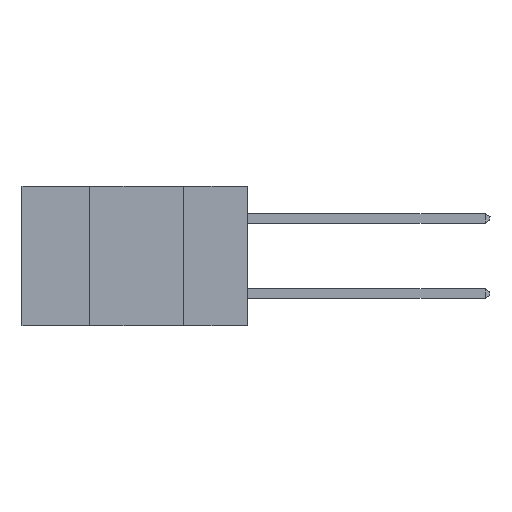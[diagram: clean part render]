
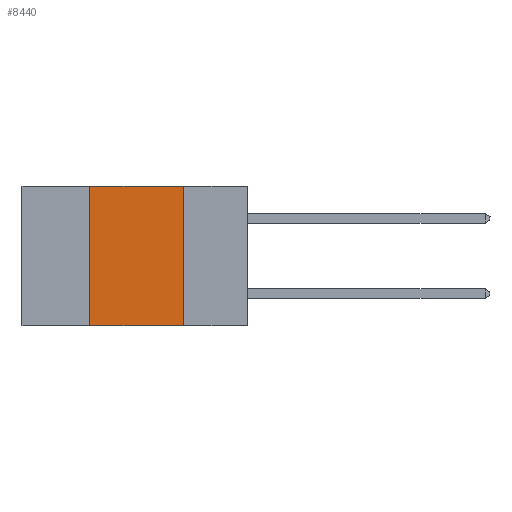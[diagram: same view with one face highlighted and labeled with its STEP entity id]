
A CAD part, left-side view. The second image highlights one B-rep face of the part: STEP entity #8440.
In plain terms, the highlighted planar face has unit normal (-1, 0, 0).
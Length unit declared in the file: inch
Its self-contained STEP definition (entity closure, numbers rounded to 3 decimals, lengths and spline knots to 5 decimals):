
#2029 = CARTESIAN_POINT ( 'NONE',  ( 0., 0.42, -0.37 ) ) ;
#2117 = EDGE_CURVE ( 'NONE', #7805, #5726, #8703, .T. ) ;
#2125 = DIRECTION ( 'NONE',  ( 0., 0., -1. ) ) ;
#2165 = ORIENTED_EDGE ( 'NONE', *, *, #10983, .F. ) ;
#3228 = CARTESIAN_POINT ( 'NONE',  ( 0., 0.42, 0. ) ) ;
#3513 = DIRECTION ( 'NONE',  ( 0., -1., 0. ) ) ;
#3648 = DIRECTION ( 'NONE',  ( 0., -1., 0. ) ) ;
#3729 = VECTOR ( 'NONE', #3648, 39.37008 ) ;
#4299 = AXIS2_PLACEMENT_3D ( 'NONE', #6862, #10777, #6991 ) ;
#4318 = LINE ( 'NONE', #9214, #6816 ) ;
#4680 = EDGE_LOOP ( 'NONE', ( #6780, #4810, #2165, #4924 ) ) ;
#4810 = ORIENTED_EDGE ( 'NONE', *, *, #9462, .F. ) ;
#4924 = ORIENTED_EDGE ( 'NONE', *, *, #2117, .T. ) ;
#4968 = VECTOR ( 'NONE', #5792, 39.37008 ) ;
#5598 = EDGE_CURVE ( 'NONE', #11653, #5726, #6284, .T. ) ;
#5726 = VERTEX_POINT ( 'NONE', #6474 ) ;
#5792 = DIRECTION ( 'NONE',  ( 0., 0., 1. ) ) ;
#5800 = FACE_OUTER_BOUND ( 'NONE', #4680, .T. ) ;
#6284 = LINE ( 'NONE', #7014, #12104 ) ;
#6474 = CARTESIAN_POINT ( 'NONE',  ( 0., 0.17, -0.37 ) ) ;
#6780 = ORIENTED_EDGE ( 'NONE', *, *, #5598, .F. ) ;
#6816 = VECTOR ( 'NONE', #3513, 39.37008 ) ;
#6862 = CARTESIAN_POINT ( 'NONE',  ( 0., 0.6, 0. ) ) ;
#6991 = DIRECTION ( 'NONE',  ( 0., 0., -1. ) ) ;
#7014 = CARTESIAN_POINT ( 'NONE',  ( 0., 0.17, -0.37 ) ) ;
#7805 = VERTEX_POINT ( 'NONE', #11293 ) ;
#8440 = ADVANCED_FACE ( 'NONE', ( #5800 ), #9748, .F. ) ;
#8703 = LINE ( 'NONE', #11698, #3729 ) ;
#9096 = VERTEX_POINT ( 'NONE', #3228 ) ;
#9214 = CARTESIAN_POINT ( 'NONE',  ( 0., 0.6, 0. ) ) ;
#9462 = EDGE_CURVE ( 'NONE', #9096, #11653, #4318, .T. ) ;
#9748 = PLANE ( 'NONE',  #4299 ) ;
#10586 = CARTESIAN_POINT ( 'NONE',  ( 0., 0.17, 0. ) ) ;
#10777 = DIRECTION ( 'NONE',  ( 1., 0., 0. ) ) ;
#10895 = LINE ( 'NONE', #2029, #4968 ) ;
#10983 = EDGE_CURVE ( 'NONE', #7805, #9096, #10895, .T. ) ;
#11293 = CARTESIAN_POINT ( 'NONE',  ( 0., 0.42, -0.37 ) ) ;
#11653 = VERTEX_POINT ( 'NONE', #10586 ) ;
#11698 = CARTESIAN_POINT ( 'NONE',  ( 0., 0.6, -0.37 ) ) ;
#12104 = VECTOR ( 'NONE', #2125, 39.37008 ) ;
